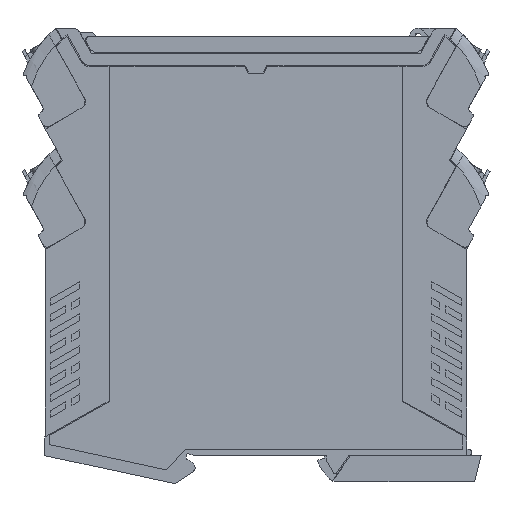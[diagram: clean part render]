
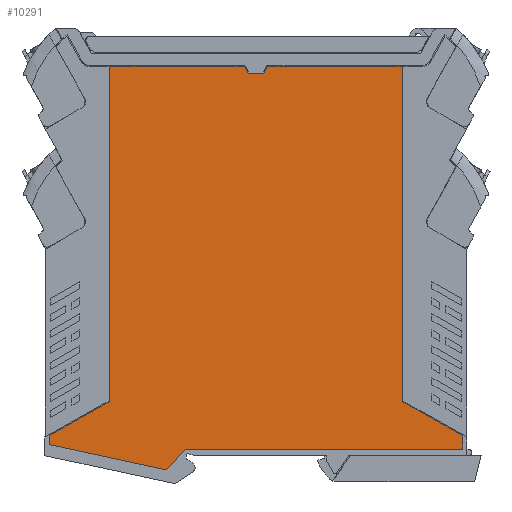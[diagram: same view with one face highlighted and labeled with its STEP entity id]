
A CAD part, left-side view. The second image highlights one B-rep face of the part: STEP entity #10291.
In plain terms, the highlighted planar face has unit normal (-1, 0, 0).
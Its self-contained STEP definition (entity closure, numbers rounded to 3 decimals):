
#10269=AXIS2_PLACEMENT_3D('Plane Axis2P3D',#10266,#10267,#10268) ;
#5475=CARTESIAN_POINT('Vertex',(0.,110.437,12.04)) ;
#5478=CARTESIAN_POINT('Line Origine',(0.,102.821,16.305)) ;
#5482=CARTESIAN_POINT('Vertex',(0.,95.205,20.571)) ;
#5507=CARTESIAN_POINT('Vertex',(0.,110.437,9.771)) ;
#5510=CARTESIAN_POINT('Line Origine',(0.,110.437,10.906)) ;
#5532=CARTESIAN_POINT('Vertex',(0.,80.884,3.413)) ;
#5535=CARTESIAN_POINT('Line Origine',(0.,95.661,6.592)) ;
#5553=CARTESIAN_POINT('Line Origine',(0.,78.847,5.745)) ;
#5557=CARTESIAN_POINT('Vertex',(0.,76.81,8.077)) ;
#5564=CARTESIAN_POINT('Vertex',(0.,76.332,8.624)) ;
#5567=CARTESIAN_POINT('Line Origine',(0.,76.568,8.353)) ;
#5571=CARTESIAN_POINT('Vertex',(0.,76.805,8.082)) ;
#5574=CARTESIAN_POINT('Line Origine',(0.,76.808,8.079)) ;
#5600=CARTESIAN_POINT('Vertex',(0.,6.773,8.624)) ;
#5603=CARTESIAN_POINT('Line Origine',(0.,41.552,8.624)) ;
#5625=CARTESIAN_POINT('Vertex',(0.,6.773,12.04)) ;
#5628=CARTESIAN_POINT('Line Origine',(0.,6.773,10.332)) ;
#5650=CARTESIAN_POINT('Vertex',(0.,22.005,20.571)) ;
#5653=CARTESIAN_POINT('Line Origine',(0.,14.389,16.305)) ;
#5675=CARTESIAN_POINT('Vertex',(0.,22.005,104.524)) ;
#5678=CARTESIAN_POINT('Line Origine',(0.,22.005,62.547)) ;
#5695=CARTESIAN_POINT('Vertex',(0.,55.774,104.524)) ;
#5698=CARTESIAN_POINT('Line Origine',(0.,54.024,104.524)) ;
#5702=CARTESIAN_POINT('Vertex',(0.,52.274,104.524)) ;
#5705=CARTESIAN_POINT('Line Origine',(0.,37.14,104.524)) ;
#5728=CARTESIAN_POINT('Vertex',(0.,56.66,102.624)) ;
#5731=CARTESIAN_POINT('Line Origine',(0.,56.217,103.574)) ;
#5753=CARTESIAN_POINT('Vertex',(0.,60.55,102.624)) ;
#5756=CARTESIAN_POINT('Line Origine',(0.,58.605,102.624)) ;
#5778=CARTESIAN_POINT('Vertex',(0.,61.436,104.524)) ;
#5781=CARTESIAN_POINT('Line Origine',(0.,60.993,103.574)) ;
#5794=CARTESIAN_POINT('Line Origine',(0.,63.186,104.524)) ;
#5798=CARTESIAN_POINT('Vertex',(0.,64.936,104.524)) ;
#5805=CARTESIAN_POINT('Vertex',(0.,95.205,104.524)) ;
#5808=CARTESIAN_POINT('Line Origine',(0.,80.07,104.524)) ;
#5827=CARTESIAN_POINT('Line Origine',(0.,95.205,62.547)) ;
#10266=CARTESIAN_POINT('Axis2P3D Location',(0.,58.605,7.024)) ;
#5479=DIRECTION('Vector Direction',(0.,0.872,-0.489)) ;
#5511=DIRECTION('Vector Direction',(0.,0.,-1.)) ;
#5536=DIRECTION('Vector Direction',(0.,-0.978,-0.21)) ;
#5554=DIRECTION('Vector Direction',(0.,-0.658,0.753)) ;
#5568=DIRECTION('Vector Direction',(0.,-0.658,0.753)) ;
#5575=DIRECTION('Vector Direction',(0.,-0.658,0.753)) ;
#5604=DIRECTION('Vector Direction',(0.,1.,0.)) ;
#5629=DIRECTION('Vector Direction',(0.,0.,1.)) ;
#5654=DIRECTION('Vector Direction',(0.,0.872,0.489)) ;
#5679=DIRECTION('Vector Direction',(0.,0.,1.)) ;
#5699=DIRECTION('Vector Direction',(0.,1.,0.)) ;
#5706=DIRECTION('Vector Direction',(0.,1.,0.)) ;
#5732=DIRECTION('Vector Direction',(0.,-0.423,0.906)) ;
#5757=DIRECTION('Vector Direction',(0.,1.,0.)) ;
#5782=DIRECTION('Vector Direction',(0.,0.423,0.906)) ;
#5795=DIRECTION('Vector Direction',(0.,1.,0.)) ;
#5809=DIRECTION('Vector Direction',(0.,1.,0.)) ;
#5828=DIRECTION('Vector Direction',(0.,0.,-1.)) ;
#10267=DIRECTION('Axis2P3D Direction',(-1.,0.,0.)) ;
#10268=DIRECTION('Axis2P3D XDirection',(0.,1.,0.)) ;
#5480=VECTOR('Line Direction',#5479,1.) ;
#5512=VECTOR('Line Direction',#5511,1.) ;
#5537=VECTOR('Line Direction',#5536,1.) ;
#5555=VECTOR('Line Direction',#5554,1.) ;
#5569=VECTOR('Line Direction',#5568,1.) ;
#5576=VECTOR('Line Direction',#5575,1.) ;
#5605=VECTOR('Line Direction',#5604,1.) ;
#5630=VECTOR('Line Direction',#5629,1.) ;
#5655=VECTOR('Line Direction',#5654,1.) ;
#5680=VECTOR('Line Direction',#5679,1.) ;
#5700=VECTOR('Line Direction',#5699,1.) ;
#5707=VECTOR('Line Direction',#5706,1.) ;
#5733=VECTOR('Line Direction',#5732,1.) ;
#5758=VECTOR('Line Direction',#5757,1.) ;
#5783=VECTOR('Line Direction',#5782,1.) ;
#5796=VECTOR('Line Direction',#5795,1.) ;
#5810=VECTOR('Line Direction',#5809,1.) ;
#5829=VECTOR('Line Direction',#5828,1.) ;
#10272=ORIENTED_EDGE('',*,*,#5559,.T.) ;
#10273=ORIENTED_EDGE('',*,*,#5578,.T.) ;
#10274=ORIENTED_EDGE('',*,*,#5573,.T.) ;
#10275=ORIENTED_EDGE('',*,*,#5607,.T.) ;
#10276=ORIENTED_EDGE('',*,*,#5632,.T.) ;
#10277=ORIENTED_EDGE('',*,*,#5657,.T.) ;
#10278=ORIENTED_EDGE('',*,*,#5682,.T.) ;
#10279=ORIENTED_EDGE('',*,*,#5709,.T.) ;
#10280=ORIENTED_EDGE('',*,*,#5704,.T.) ;
#10281=ORIENTED_EDGE('',*,*,#5735,.T.) ;
#10282=ORIENTED_EDGE('',*,*,#5760,.T.) ;
#10283=ORIENTED_EDGE('',*,*,#5785,.T.) ;
#10284=ORIENTED_EDGE('',*,*,#5800,.T.) ;
#10285=ORIENTED_EDGE('',*,*,#5812,.T.) ;
#10286=ORIENTED_EDGE('',*,*,#5831,.T.) ;
#10287=ORIENTED_EDGE('',*,*,#5484,.T.) ;
#10288=ORIENTED_EDGE('',*,*,#5514,.T.) ;
#10289=ORIENTED_EDGE('',*,*,#5539,.T.) ;
#10291=ADVANCED_FACE('GEHAEUSE',(#10290),#10270,.T.) ;
#5484=EDGE_CURVE('',#5483,#5476,#5481,.T.) ;
#5514=EDGE_CURVE('',#5476,#5508,#5513,.T.) ;
#5539=EDGE_CURVE('',#5508,#5533,#5538,.T.) ;
#5559=EDGE_CURVE('',#5533,#5558,#5556,.T.) ;
#5573=EDGE_CURVE('',#5572,#5565,#5570,.T.) ;
#5578=EDGE_CURVE('',#5558,#5572,#5577,.T.) ;
#5607=EDGE_CURVE('',#5565,#5601,#5606,.F.) ;
#5632=EDGE_CURVE('',#5601,#5626,#5631,.T.) ;
#5657=EDGE_CURVE('',#5626,#5651,#5656,.T.) ;
#5682=EDGE_CURVE('',#5651,#5676,#5681,.T.) ;
#5704=EDGE_CURVE('',#5703,#5696,#5701,.T.) ;
#5709=EDGE_CURVE('',#5676,#5703,#5708,.T.) ;
#5735=EDGE_CURVE('',#5696,#5729,#5734,.F.) ;
#5760=EDGE_CURVE('',#5729,#5754,#5759,.T.) ;
#5785=EDGE_CURVE('',#5754,#5779,#5784,.T.) ;
#5800=EDGE_CURVE('',#5779,#5799,#5797,.T.) ;
#5812=EDGE_CURVE('',#5799,#5806,#5811,.T.) ;
#5831=EDGE_CURVE('',#5806,#5483,#5830,.T.) ;
#10271=EDGE_LOOP('',(#10272,#10273,#10274,#10275,#10276,#10277,#10278,#10279,#10280,#10281,#10282,#10283,#10284,#10285,#10286,#10287,#10288,#10289)) ;
#10290=FACE_OUTER_BOUND('',#10271,.T.) ;
#5481=LINE('Line',#5478,#5480) ;
#5513=LINE('Line',#5510,#5512) ;
#5538=LINE('Line',#5535,#5537) ;
#5556=LINE('Line',#5553,#5555) ;
#5570=LINE('Line',#5567,#5569) ;
#5577=LINE('Line',#5574,#5576) ;
#5606=LINE('Line',#5603,#5605) ;
#5631=LINE('Line',#5628,#5630) ;
#5656=LINE('Line',#5653,#5655) ;
#5681=LINE('Line',#5678,#5680) ;
#5701=LINE('Line',#5698,#5700) ;
#5708=LINE('Line',#5705,#5707) ;
#5734=LINE('Line',#5731,#5733) ;
#5759=LINE('Line',#5756,#5758) ;
#5784=LINE('Line',#5781,#5783) ;
#5797=LINE('Line',#5794,#5796) ;
#5811=LINE('Line',#5808,#5810) ;
#5830=LINE('Line',#5827,#5829) ;
#10270=PLANE('',#10269) ;
#5476=VERTEX_POINT('',#5475) ;
#5483=VERTEX_POINT('',#5482) ;
#5508=VERTEX_POINT('',#5507) ;
#5533=VERTEX_POINT('',#5532) ;
#5558=VERTEX_POINT('',#5557) ;
#5565=VERTEX_POINT('',#5564) ;
#5572=VERTEX_POINT('',#5571) ;
#5601=VERTEX_POINT('',#5600) ;
#5626=VERTEX_POINT('',#5625) ;
#5651=VERTEX_POINT('',#5650) ;
#5676=VERTEX_POINT('',#5675) ;
#5696=VERTEX_POINT('',#5695) ;
#5703=VERTEX_POINT('',#5702) ;
#5729=VERTEX_POINT('',#5728) ;
#5754=VERTEX_POINT('',#5753) ;
#5779=VERTEX_POINT('',#5778) ;
#5799=VERTEX_POINT('',#5798) ;
#5806=VERTEX_POINT('',#5805) ;
